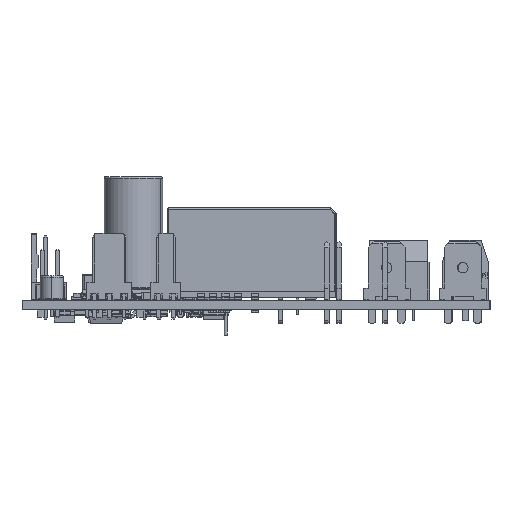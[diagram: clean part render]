
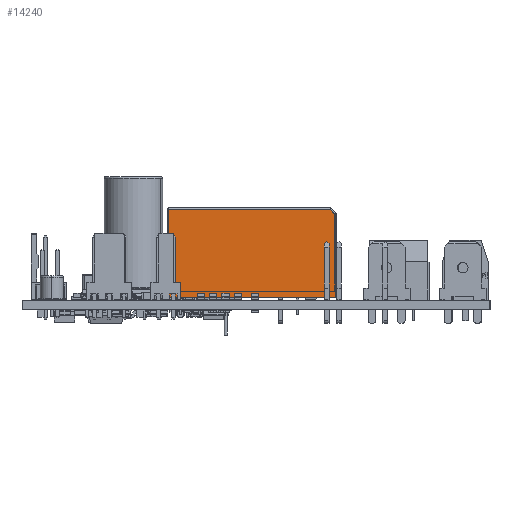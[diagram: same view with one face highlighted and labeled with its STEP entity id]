
A CAD part, left-side view. The second image highlights one B-rep face of the part: STEP entity #14240.
In plain terms, the highlighted face is planar.
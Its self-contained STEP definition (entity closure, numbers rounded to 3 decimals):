
#11895 = PLANE('',#11896);
#11896 = AXIS2_PLACEMENT_3D('',#11897,#11898,#11899);
#11897 = CARTESIAN_POINT('',(14.5,-6.35,0.4));
#11898 = DIRECTION('',(0.,0.,-1.));
#11899 = DIRECTION('',(-1.,0.,0.));
#14084 = VERTEX_POINT('',#14085);
#14085 = CARTESIAN_POINT('',(14.3,-6.35,0.4));
#14100 = CYLINDRICAL_SURFACE('',#14101,0.2);
#14101 = AXIS2_PLACEMENT_3D('',#14102,#14103,#14104);
#14102 = CARTESIAN_POINT('',(14.3,-6.15,15.417));
#14103 = DIRECTION('',(0.,-0.,1.));
#14104 = DIRECTION('',(0.,-1.,0.));
#14112 = EDGE_CURVE('',#14084,#14113,#14115,.T.);
#14113 = VERTEX_POINT('',#14114);
#14114 = CARTESIAN_POINT('',(-14.3,-6.35,0.4));
#14115 = SURFACE_CURVE('',#14116,(#14120,#14127),.PCURVE_S1.);
#14116 = LINE('',#14117,#14118);
#14117 = CARTESIAN_POINT('',(14.3,-6.35,0.4));
#14118 = VECTOR('',#14119,1.);
#14119 = DIRECTION('',(-1.,0.,0.));
#14120 = PCURVE('',#11895,#14121);
#14121 = DEFINITIONAL_REPRESENTATION('',(#14122),#14126);
#14122 = LINE('',#14123,#14124);
#14123 = CARTESIAN_POINT('',(0.2,0.));
#14124 = VECTOR('',#14125,1.);
#14125 = DIRECTION('',(1.,0.));
#14126 = ( GEOMETRIC_REPRESENTATION_CONTEXT(2) 
PARAMETRIC_REPRESENTATION_CONTEXT() REPRESENTATION_CONTEXT('2D SPACE',''
  ) );
#14127 = PCURVE('',#14128,#14133);
#14128 = PLANE('',#14129);
#14129 = AXIS2_PLACEMENT_3D('',#14130,#14131,#14132);
#14130 = CARTESIAN_POINT('',(0.,-6.35,0.));
#14131 = DIRECTION('',(-0.,1.,0.));
#14132 = DIRECTION('',(1.,0.,0.));
#14133 = DEFINITIONAL_REPRESENTATION('',(#14134),#14138);
#14134 = LINE('',#14135,#14136);
#14135 = CARTESIAN_POINT('',(14.3,-0.4));
#14136 = VECTOR('',#14137,1.);
#14137 = DIRECTION('',(-1.,0.));
#14138 = ( GEOMETRIC_REPRESENTATION_CONTEXT(2) 
PARAMETRIC_REPRESENTATION_CONTEXT() REPRESENTATION_CONTEXT('2D SPACE',''
  ) );
#14157 = CYLINDRICAL_SURFACE('',#14158,0.2);
#14158 = AXIS2_PLACEMENT_3D('',#14159,#14160,#14161);
#14159 = CARTESIAN_POINT('',(-14.3,-6.15,-0.4));
#14160 = DIRECTION('',(-0.,-0.,-1.));
#14161 = DIRECTION('',(0.,-1.,0.));
#14240 = ADVANCED_FACE('',(#14241),#14128,.F.);
#14241 = FACE_BOUND('',#14242,.F.);
#14242 = EDGE_LOOP('',(#14243,#14273,#14301,#14322,#14323));
#14243 = ORIENTED_EDGE('',*,*,#14244,.T.);
#14244 = EDGE_CURVE('',#14245,#14247,#14249,.T.);
#14245 = VERTEX_POINT('',#14246);
#14246 = CARTESIAN_POINT('',(-14.3,-6.35,15.5));
#14247 = VERTEX_POINT('',#14248);
#14248 = CARTESIAN_POINT('',(13.417,-6.35,15.5));
#14249 = SURFACE_CURVE('',#14250,(#14254,#14261),.PCURVE_S1.);
#14250 = LINE('',#14251,#14252);
#14251 = CARTESIAN_POINT('',(-14.3,-6.35,15.5));
#14252 = VECTOR('',#14253,1.);
#14253 = DIRECTION('',(1.,0.,0.));
#14254 = PCURVE('',#14128,#14255);
#14255 = DEFINITIONAL_REPRESENTATION('',(#14256),#14260);
#14256 = LINE('',#14257,#14258);
#14257 = CARTESIAN_POINT('',(-14.3,-15.5));
#14258 = VECTOR('',#14259,1.);
#14259 = DIRECTION('',(1.,0.));
#14260 = ( GEOMETRIC_REPRESENTATION_CONTEXT(2) 
PARAMETRIC_REPRESENTATION_CONTEXT() REPRESENTATION_CONTEXT('2D SPACE',''
  ) );
#14261 = PCURVE('',#14262,#14267);
#14262 = CYLINDRICAL_SURFACE('',#14263,0.2);
#14263 = AXIS2_PLACEMENT_3D('',#14264,#14265,#14266);
#14264 = CARTESIAN_POINT('',(-15.1,-6.15,15.5));
#14265 = DIRECTION('',(-1.,-0.,0.));
#14266 = DIRECTION('',(0.,-1.,0.));
#14267 = DEFINITIONAL_REPRESENTATION('',(#14268),#14272);
#14268 = LINE('',#14269,#14270);
#14269 = CARTESIAN_POINT('',(0.,-0.8));
#14270 = VECTOR('',#14271,1.);
#14271 = DIRECTION('',(0.,-1.));
#14272 = ( GEOMETRIC_REPRESENTATION_CONTEXT(2) 
PARAMETRIC_REPRESENTATION_CONTEXT() REPRESENTATION_CONTEXT('2D SPACE',''
  ) );
#14273 = ORIENTED_EDGE('',*,*,#14274,.F.);
#14274 = EDGE_CURVE('',#14275,#14247,#14277,.T.);
#14275 = VERTEX_POINT('',#14276);
#14276 = CARTESIAN_POINT('',(14.3,-6.35,14.617));
#14277 = SURFACE_CURVE('',#14278,(#14282,#14289),.PCURVE_S1.);
#14278 = LINE('',#14279,#14280);
#14279 = CARTESIAN_POINT('',(14.3,-6.35,14.617));
#14280 = VECTOR('',#14281,1.);
#14281 = DIRECTION('',(-0.707,0.,0.707));
#14282 = PCURVE('',#14128,#14283);
#14283 = DEFINITIONAL_REPRESENTATION('',(#14284),#14288);
#14284 = LINE('',#14285,#14286);
#14285 = CARTESIAN_POINT('',(14.3,-14.617));
#14286 = VECTOR('',#14287,1.);
#14287 = DIRECTION('',(-0.707,-0.707));
#14288 = ( GEOMETRIC_REPRESENTATION_CONTEXT(2) 
PARAMETRIC_REPRESENTATION_CONTEXT() REPRESENTATION_CONTEXT('2D SPACE',''
  ) );
#14289 = PCURVE('',#14290,#14295);
#14290 = CYLINDRICAL_SURFACE('',#14291,0.2);
#14291 = AXIS2_PLACEMENT_3D('',#14292,#14293,#14294);
#14292 = CARTESIAN_POINT('',(14.866,-6.15,14.051));
#14293 = DIRECTION('',(0.707,0.,-0.707
    ));
#14294 = DIRECTION('',(0.707,0.,0.707)
  );
#14295 = DEFINITIONAL_REPRESENTATION('',(#14296),#14300);
#14296 = LINE('',#14297,#14298);
#14297 = CARTESIAN_POINT('',(1.571,-0.8));
#14298 = VECTOR('',#14299,1.);
#14299 = DIRECTION('',(0.,-1.));
#14300 = ( GEOMETRIC_REPRESENTATION_CONTEXT(2) 
PARAMETRIC_REPRESENTATION_CONTEXT() REPRESENTATION_CONTEXT('2D SPACE',''
  ) );
#14301 = ORIENTED_EDGE('',*,*,#14302,.T.);
#14302 = EDGE_CURVE('',#14275,#14084,#14303,.T.);
#14303 = SURFACE_CURVE('',#14304,(#14308,#14315),.PCURVE_S1.);
#14304 = LINE('',#14305,#14306);
#14305 = CARTESIAN_POINT('',(14.3,-6.35,14.617));
#14306 = VECTOR('',#14307,1.);
#14307 = DIRECTION('',(0.,0.,-1.));
#14308 = PCURVE('',#14128,#14309);
#14309 = DEFINITIONAL_REPRESENTATION('',(#14310),#14314);
#14310 = LINE('',#14311,#14312);
#14311 = CARTESIAN_POINT('',(14.3,-14.617));
#14312 = VECTOR('',#14313,1.);
#14313 = DIRECTION('',(0.,1.));
#14314 = ( GEOMETRIC_REPRESENTATION_CONTEXT(2) 
PARAMETRIC_REPRESENTATION_CONTEXT() REPRESENTATION_CONTEXT('2D SPACE',''
  ) );
#14315 = PCURVE('',#14100,#14316);
#14316 = DEFINITIONAL_REPRESENTATION('',(#14317),#14321);
#14317 = LINE('',#14318,#14319);
#14318 = CARTESIAN_POINT('',(0.,-0.8));
#14319 = VECTOR('',#14320,1.);
#14320 = DIRECTION('',(0.,-1.));
#14321 = ( GEOMETRIC_REPRESENTATION_CONTEXT(2) 
PARAMETRIC_REPRESENTATION_CONTEXT() REPRESENTATION_CONTEXT('2D SPACE',''
  ) );
#14322 = ORIENTED_EDGE('',*,*,#14112,.T.);
#14323 = ORIENTED_EDGE('',*,*,#14324,.T.);
#14324 = EDGE_CURVE('',#14113,#14245,#14325,.T.);
#14325 = SURFACE_CURVE('',#14326,(#14330,#14337),.PCURVE_S1.);
#14326 = LINE('',#14327,#14328);
#14327 = CARTESIAN_POINT('',(-14.3,-6.35,0.4));
#14328 = VECTOR('',#14329,1.);
#14329 = DIRECTION('',(0.,0.,1.));
#14330 = PCURVE('',#14128,#14331);
#14331 = DEFINITIONAL_REPRESENTATION('',(#14332),#14336);
#14332 = LINE('',#14333,#14334);
#14333 = CARTESIAN_POINT('',(-14.3,-0.4));
#14334 = VECTOR('',#14335,1.);
#14335 = DIRECTION('',(0.,-1.));
#14336 = ( GEOMETRIC_REPRESENTATION_CONTEXT(2) 
PARAMETRIC_REPRESENTATION_CONTEXT() REPRESENTATION_CONTEXT('2D SPACE',''
  ) );
#14337 = PCURVE('',#14157,#14338);
#14338 = DEFINITIONAL_REPRESENTATION('',(#14339),#14343);
#14339 = LINE('',#14340,#14341);
#14340 = CARTESIAN_POINT('',(0.,-0.8));
#14341 = VECTOR('',#14342,1.);
#14342 = DIRECTION('',(0.,-1.));
#14343 = ( GEOMETRIC_REPRESENTATION_CONTEXT(2) 
PARAMETRIC_REPRESENTATION_CONTEXT() REPRESENTATION_CONTEXT('2D SPACE',''
  ) );
